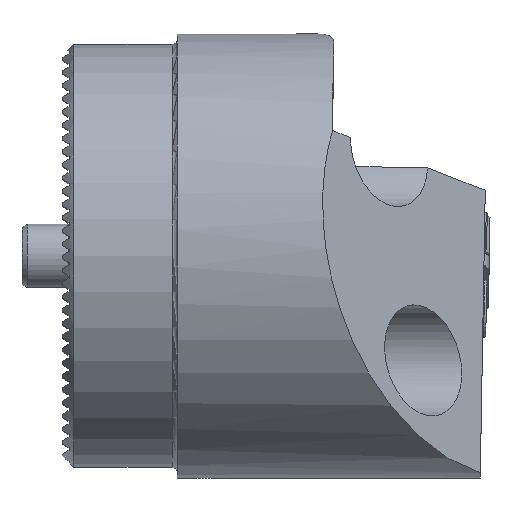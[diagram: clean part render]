
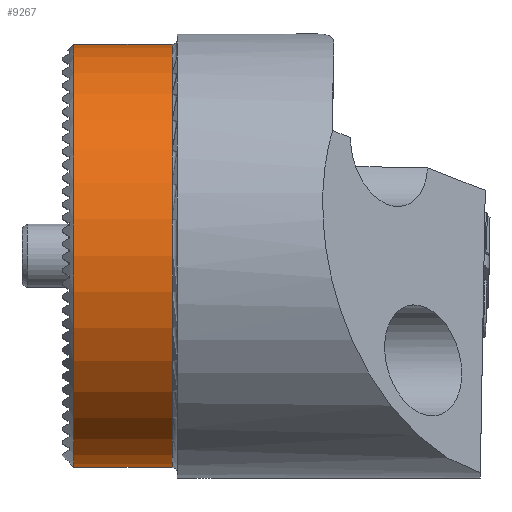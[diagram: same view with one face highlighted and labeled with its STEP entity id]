
A CAD part, top view. The second image highlights one B-rep face of the part: STEP entity #9267.
In plain terms, the highlighted cylindrical face has radius 20 mm (diameter 40 mm), a full revolution.
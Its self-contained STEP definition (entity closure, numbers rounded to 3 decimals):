
#565 = DIRECTION ( 'NONE',  ( -1., 0., 0. ) ) ;
#855 = FACE_OUTER_BOUND ( 'NONE', #6011, .T. ) ;
#2115 = DIRECTION ( 'NONE',  ( -1., 0., 0. ) ) ;
#2389 = EDGE_CURVE ( 'NONE', #7747, #7747, #11271, .T. ) ;
#2494 = DIRECTION ( 'NONE',  ( -1., 0., 0. ) ) ;
#3386 = DIRECTION ( 'NONE',  ( 0., 0., 1. ) ) ;
#4384 = DIRECTION ( 'NONE',  ( 0., 0., 1. ) ) ;
#4705 = CARTESIAN_POINT ( 'NONE',  ( 0.7, 0., 20. ) ) ;
#4716 = CARTESIAN_POINT ( 'NONE',  ( 10., 0., 0. ) ) ;
#6011 = EDGE_LOOP ( 'NONE', ( #13892 ) ) ;
#6545 = EDGE_LOOP ( 'NONE', ( #11380 ) ) ;
#6688 = AXIS2_PLACEMENT_3D ( 'NONE', #11930, #565, #4384 ) ;
#7747 = VERTEX_POINT ( 'NONE', #8224 ) ;
#7935 = VERTEX_POINT ( 'NONE', #4705 ) ;
#8224 = CARTESIAN_POINT ( 'NONE',  ( 10., 0., 20. ) ) ;
#8429 = CIRCLE ( 'NONE', #6688, 20. ) ;
#8940 = AXIS2_PLACEMENT_3D ( 'NONE', #4716, #2115, #3386 ) ;
#8969 = EDGE_CURVE ( 'NONE', #7935, #7935, #8429, .T. ) ;
#9267 = ADVANCED_FACE ( 'NONE', ( #855, #9990 ), #11368, .T. ) ;
#9990 = FACE_OUTER_BOUND ( 'NONE', #6545, .T. ) ;
#11271 = CIRCLE ( 'NONE', #8940, 20. ) ;
#11368 = CYLINDRICAL_SURFACE ( 'NONE', #14669, 20. ) ;
#11380 = ORIENTED_EDGE ( 'NONE', *, *, #2389, .T. ) ;
#11930 = CARTESIAN_POINT ( 'NONE',  ( 0.7, 0., 0. ) ) ;
#13892 = ORIENTED_EDGE ( 'NONE', *, *, #8969, .F. ) ;
#14669 = AXIS2_PLACEMENT_3D ( 'NONE', #15100, #2494, #15544 ) ;
#15100 = CARTESIAN_POINT ( 'NONE',  ( -111.1, 0., 0. ) ) ;
#15544 = DIRECTION ( 'NONE',  ( 0., 0., 1. ) ) ;
